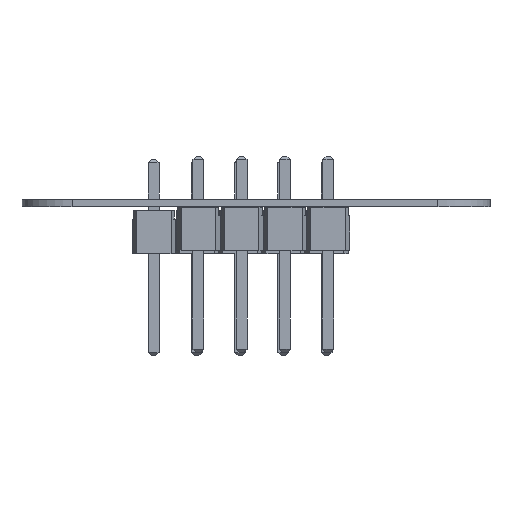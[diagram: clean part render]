
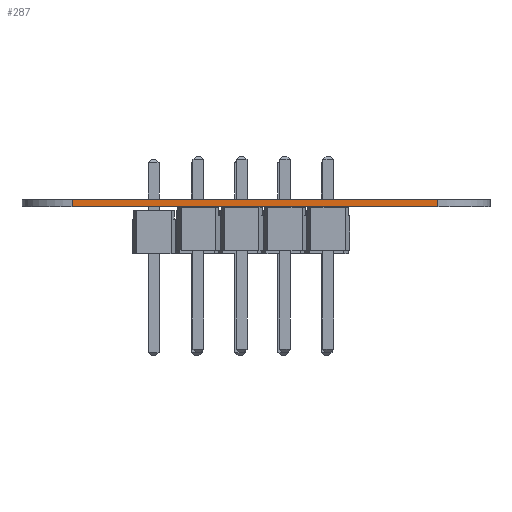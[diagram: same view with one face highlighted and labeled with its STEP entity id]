
A CAD part, left-side view. The second image highlights one B-rep face of the part: STEP entity #287.
In plain terms, the highlighted planar face has unit normal (-1, 0, 0).
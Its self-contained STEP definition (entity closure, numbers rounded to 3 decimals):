
#57 = EDGE_CURVE('',#58,#60,#62,.T.);
#58 = VERTEX_POINT('',#59);
#59 = CARTESIAN_POINT('',(-2.999,0.059,0.));
#60 = VERTEX_POINT('',#61);
#61 = CARTESIAN_POINT('',(-2.999,0.059,0.411));
#62 = LINE('',#63,#64);
#63 = CARTESIAN_POINT('',(-2.999,0.059,0.));
#64 = VECTOR('',#65,1.);
#65 = DIRECTION('',(0.,0.,1.));
#260 = VERTEX_POINT('',#261);
#261 = CARTESIAN_POINT('',(-2.999,21.559,0.411));
#268 = EDGE_CURVE('',#269,#260,#271,.T.);
#269 = VERTEX_POINT('',#270);
#270 = CARTESIAN_POINT('',(-2.999,21.559,0.));
#271 = LINE('',#272,#273);
#272 = CARTESIAN_POINT('',(-2.999,21.559,0.));
#273 = VECTOR('',#274,1.);
#274 = DIRECTION('',(0.,0.,1.));
#287 = ADVANCED_FACE('',(#288),#304,.F.);
#288 = FACE_BOUND('',#289,.F.);
#289 = EDGE_LOOP('',(#290,#291,#297,#298));
#290 = ORIENTED_EDGE('',*,*,#268,.T.);
#291 = ORIENTED_EDGE('',*,*,#292,.T.);
#292 = EDGE_CURVE('',#260,#60,#293,.T.);
#293 = LINE('',#294,#295);
#294 = CARTESIAN_POINT('',(-2.999,21.559,0.411));
#295 = VECTOR('',#296,1.);
#296 = DIRECTION('',(0.,-1.,0.));
#297 = ORIENTED_EDGE('',*,*,#57,.F.);
#298 = ORIENTED_EDGE('',*,*,#299,.F.);
#299 = EDGE_CURVE('',#269,#58,#300,.T.);
#300 = LINE('',#301,#302);
#301 = CARTESIAN_POINT('',(-2.999,21.559,0.));
#302 = VECTOR('',#303,1.);
#303 = DIRECTION('',(0.,-1.,0.));
#304 = PLANE('',#305);
#305 = AXIS2_PLACEMENT_3D('',#306,#307,#308);
#306 = CARTESIAN_POINT('',(-2.999,21.559,0.));
#307 = DIRECTION('',(1.,0.,-0.));
#308 = DIRECTION('',(0.,-1.,0.));
